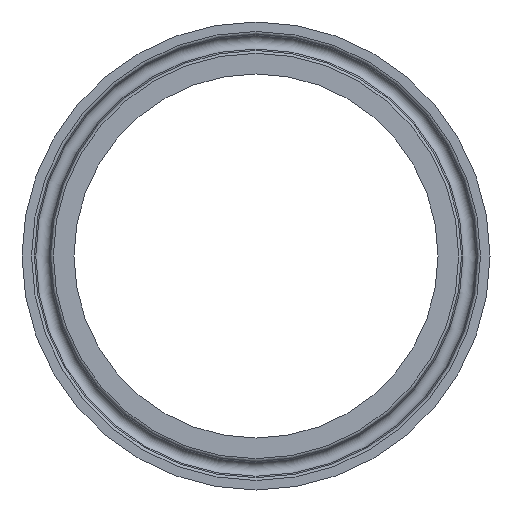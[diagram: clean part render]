
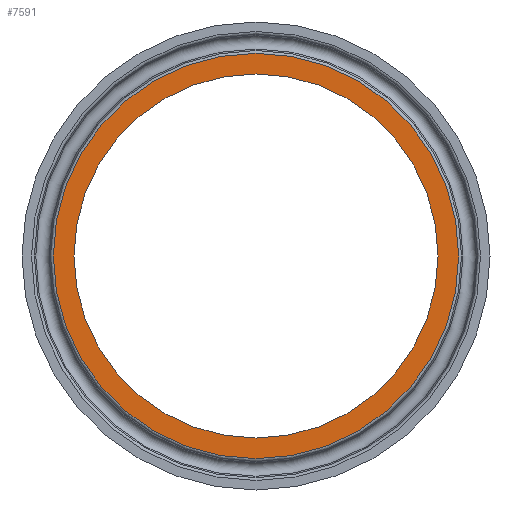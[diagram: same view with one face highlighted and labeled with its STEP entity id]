
A CAD part, left-side view. The second image highlights one B-rep face of the part: STEP entity #7591.
In plain terms, the highlighted planar face has unit normal (-1, 0, 0).
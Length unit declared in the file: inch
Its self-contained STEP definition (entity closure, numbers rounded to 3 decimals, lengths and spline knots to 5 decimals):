
#63=FACE_BOUND('',#2645,.T.);
#1794=PLANE('',#8076);
#2193=FACE_OUTER_BOUND('',#2644,.T.);
#2644=EDGE_LOOP('',(#7005,#7006));
#2645=EDGE_LOOP('',(#7007,#7008));
#2840=CIRCLE('',#8073,1.31941);
#2841=CIRCLE('',#8074,1.31941);
#2843=CIRCLE('',#8077,1.185);
#2844=CIRCLE('',#8078,1.185);
#3666=VERTEX_POINT('',#17018);
#3667=VERTEX_POINT('',#17020);
#3668=VERTEX_POINT('',#17025);
#3669=VERTEX_POINT('',#17026);
#4791=EDGE_CURVE('',#3666,#3667,#2840,.T.);
#4792=EDGE_CURVE('',#3667,#3666,#2841,.T.);
#4794=EDGE_CURVE('',#3668,#3669,#2843,.T.);
#4795=EDGE_CURVE('',#3669,#3668,#2844,.T.);
#7005=ORIENTED_EDGE('',*,*,#4792,.F.);
#7006=ORIENTED_EDGE('',*,*,#4791,.F.);
#7007=ORIENTED_EDGE('',*,*,#4794,.T.);
#7008=ORIENTED_EDGE('',*,*,#4795,.T.);
#7591=ADVANCED_FACE('',(#2193,#63),#1794,.T.);
#8073=AXIS2_PLACEMENT_3D('',#17021,#9529,#9530);
#8074=AXIS2_PLACEMENT_3D('',#17022,#9531,#9532);
#8076=AXIS2_PLACEMENT_3D('',#17024,#9535,#9536);
#8077=AXIS2_PLACEMENT_3D('',#17027,#9537,#9538);
#8078=AXIS2_PLACEMENT_3D('',#17028,#9539,#9540);
#9529=DIRECTION('center_axis',(1.,0.,0.));
#9530=DIRECTION('ref_axis',(0.,-1.,0.));
#9531=DIRECTION('center_axis',(1.,0.,0.));
#9532=DIRECTION('ref_axis',(0.,-1.,0.));
#9535=DIRECTION('center_axis',(-1.,0.,0.));
#9536=DIRECTION('ref_axis',(0.,0.,1.));
#9537=DIRECTION('center_axis',(1.,0.,0.));
#9538=DIRECTION('ref_axis',(0.,1.,0.));
#9539=DIRECTION('center_axis',(1.,0.,0.));
#9540=DIRECTION('ref_axis',(0.,1.,0.));
#17018=CARTESIAN_POINT('',(0.,0.,
1.31941));
#17020=CARTESIAN_POINT('',(0.,1.31941,0.));
#17021=CARTESIAN_POINT('Origin',(0.,0.,
0.));
#17022=CARTESIAN_POINT('Origin',(0.,0.,
0.));
#17024=CARTESIAN_POINT('Origin',(0.,1.25882,
0.));
#17025=CARTESIAN_POINT('',(0.,1.185,0.));
#17026=CARTESIAN_POINT('',(0.,-1.185,0.));
#17027=CARTESIAN_POINT('Origin',(0.,0.,0.));
#17028=CARTESIAN_POINT('Origin',(0.,0.,0.));
